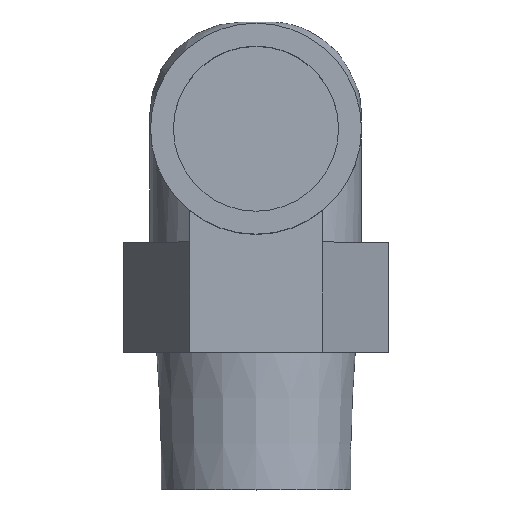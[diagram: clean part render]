
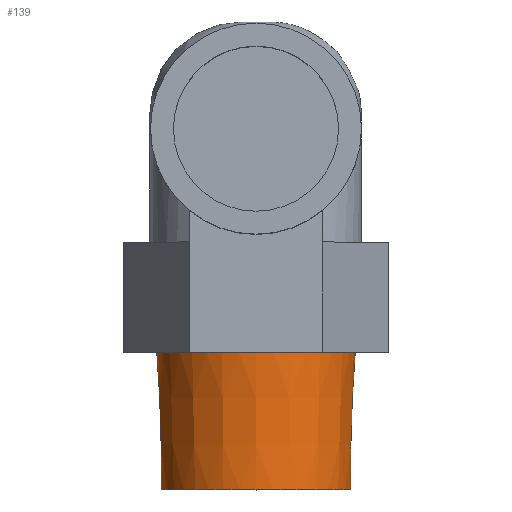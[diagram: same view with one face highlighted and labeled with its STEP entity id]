
A CAD part, top view. The second image highlights one B-rep face of the part: STEP entity #139.
In plain terms, the highlighted conical face has half-angle 1.79 degrees and reference radius 10.85 mm.
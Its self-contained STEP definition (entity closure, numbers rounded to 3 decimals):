
#139 = ADVANCED_FACE( '', ( #295, #296 ), #297, .T. );
#295 = FACE_BOUND( '', #789, .T. );
#296 = FACE_OUTER_BOUND( '', #790, .T. );
#297 = CONICAL_SURFACE( '', #791, 10.85, 0.031 );
#789 = EDGE_LOOP( '', ( #1095 ) );
#790 = EDGE_LOOP( '', ( #1096 ) );
#791 = AXIS2_PLACEMENT_3D( '', #1097, #1098, #1099 );
#1095 = ORIENTED_EDGE( '', *, *, #1290, .F. );
#1096 = ORIENTED_EDGE( '', *, *, #1279, .T. );
#1097 = CARTESIAN_POINT( '', ( 0., 14., 0. ) );
#1098 = DIRECTION( '', ( 0., 1., 0. ) );
#1099 = DIRECTION( '', ( 0., 0., 1. ) );
#1279 = EDGE_CURVE( '', #1468, #1468, #1469, .T. );
#1290 = EDGE_CURVE( '', #1482, #1482, #1483, .F. );
#1468 = VERTEX_POINT( '', #1849 );
#1469 = CIRCLE( '', #1850, 10.819 );
#1482 = VERTEX_POINT( '', #1866 );
#1483 = CIRCLE( '', #1867, 10.35 );
#1849 = CARTESIAN_POINT( '', ( 0., 13., -10.819 ) );
#1850 = AXIS2_PLACEMENT_3D( '', #2009, #2010, #2011 );
#1866 = CARTESIAN_POINT( '', ( 0., -2., 10.35 ) );
#1867 = AXIS2_PLACEMENT_3D( '', #2021, #2022, #2023 );
#2009 = CARTESIAN_POINT( '', ( 0., 13., 0. ) );
#2010 = DIRECTION( '', ( 0., -1., 0. ) );
#2011 = DIRECTION( '', ( 0., 0., -1. ) );
#2021 = CARTESIAN_POINT( '', ( 0., -2., 0. ) );
#2022 = DIRECTION( '', ( 0., 1., 0. ) );
#2023 = DIRECTION( '', ( 0., 0., 1. ) );
